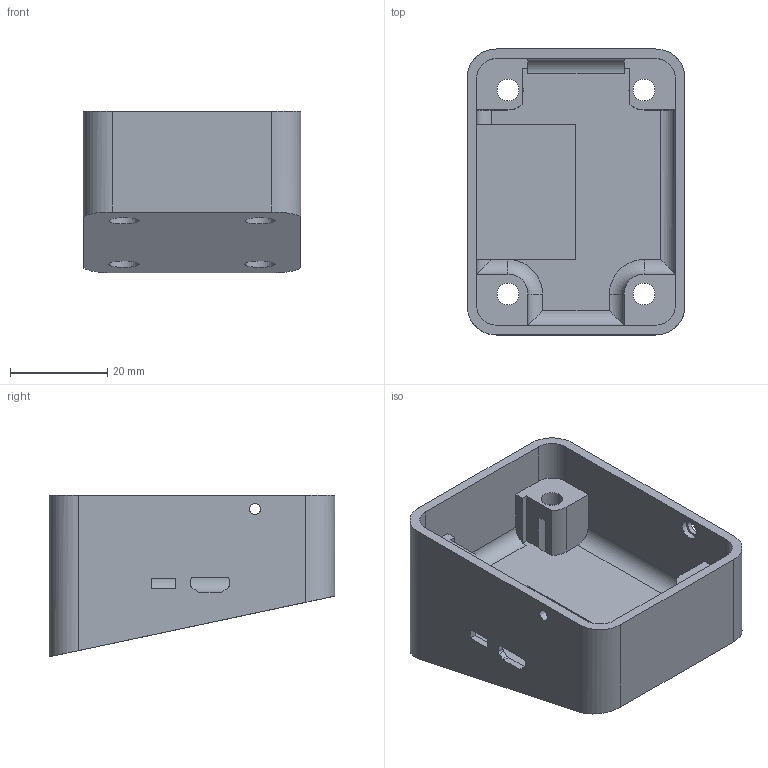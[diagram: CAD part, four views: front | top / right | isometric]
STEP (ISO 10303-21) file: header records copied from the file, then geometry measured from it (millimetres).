
FILE_DESCRIPTION(/* description */ (''),/* implementation_level */ '2;1');
FILE_NAME(/* name */ 'Pithy Dial Slanted Stand.step',/* time_stamp */ '2021-06-14T21:11:37+01:00',/* author */ (''),/* organization */ (''),/* preprocessor_version */ 'ST-DEVELOPER v18.1',/* originating_system */ 'Autodesk Translation Framework v10.9.0.1377',/* authorisation */ '');
FILE_SCHEMA (('AUTOMOTIVE_DESIGN { 1 0 10303 214 3 1 1 }'));
Length unit declared in the file: millimetre
Products named in the file (1): Pithy Dial Slanted Stand
Bounding box: 44.76 x 58.73 x 33.21 mm (x, y, z)
Volume: 27572 mm3; surface area: 15372.8 mm2
Topology: 1 solids, 1 shells, 94 faces, 257 edges, 167 vertices
Faces by surface type: plane 50, cylinder 38, cone 4, torus 2
Full cylindrical faces by diameter (mm): 2.3 x1, 3.1 x1, 4.1 x1, 4.5 x4, 6.2 x4
Entity records: 3061 total; most frequent: CARTESIAN_POINT 530, DIRECTION 527, ORIENTED_EDGE 514, EDGE_CURVE 257, AXIS2_PLACEMENT_3D 179, LINE 169, VECTOR 169, VERTEX_POINT 167
